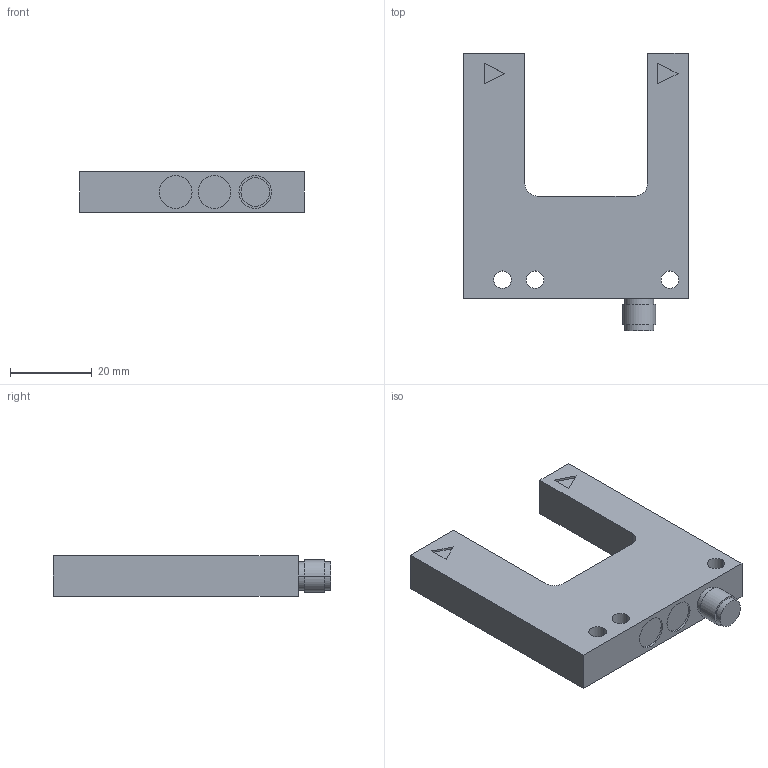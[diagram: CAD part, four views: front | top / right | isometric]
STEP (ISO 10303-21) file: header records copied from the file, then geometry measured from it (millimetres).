
FILE_DESCRIPTION(('STEP AP214'),'1');
FILE_NAME('tmp0.step','2014-12-01T09:13:34',(' '),(' '),'Spatial InterOp 3D',' ',' ');
FILE_SCHEMA(('automotive_design'));
Length unit declared in the file: millimetre
Products named in the file (1): 1
Bounding box: 55 x 68 x 10 mm (x, y, z)
Volume: 22407 mm3; surface area: 8056.6 mm2
Topology: 1 solids, 1 shells, 43 faces, 102 edges, 68 vertices
Faces by surface type: plane 23, cylinder 20
Entity records: 1636 total; most frequent: DIRECTION 230, CARTESIAN_POINT 214, ORIENTED_EDGE 204, EDGE_CURVE 102, AXIS2_PLACEMENT_3D 84, VERTEX_POINT 68, LINE 62, VECTOR 62
